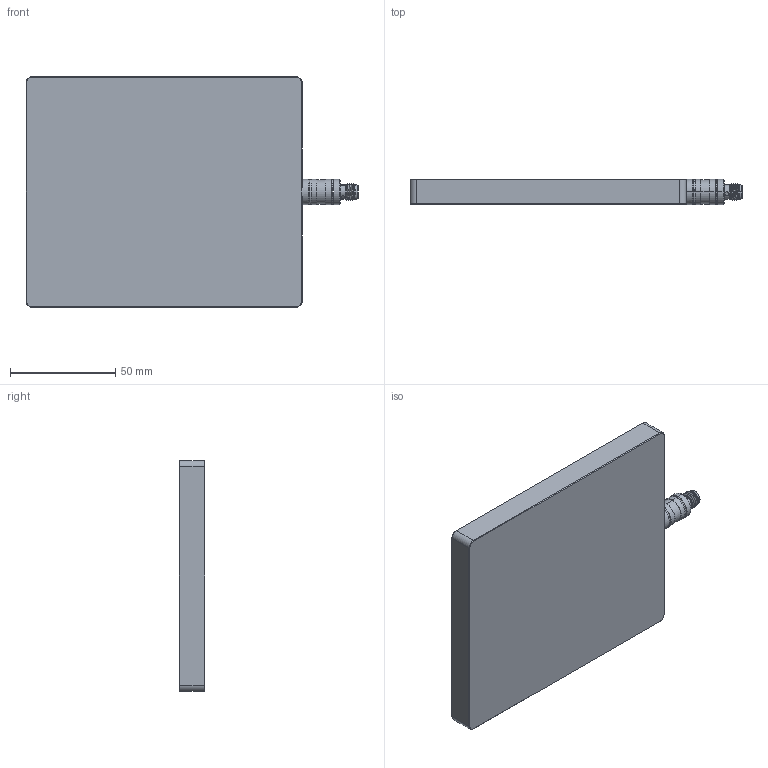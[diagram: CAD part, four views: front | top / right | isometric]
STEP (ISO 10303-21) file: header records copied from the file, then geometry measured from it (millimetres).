
FILE_DESCRIPTION (( 'STEP AP203' ), '1' );
FILE_NAME ('BLS-100-100-D12-OUTLINE.STEP', '2021-09-07T08:05:57', ( '' ), ( '' ), 'SwSTEP 2.0', 'SolidWorks 2020', '' );
FILE_SCHEMA (( 'CONFIG_CONTROL_DESIGN' ));
Length unit declared in the file: millimetre
Products named in the file (1): BLS-100-100-D12-OUTLINE
Bounding box: 157.5 x 12 x 109.5 mm (x, y, z)
Surface area: 36574.7 mm2 (no closed solid volume)
Topology: 0 solids, 11 shells, 121 faces, 313 edges, 199 vertices
Faces by surface type: cylinder 46, plane 42, cone 18, torus 8, bspline 7
Entity records: 4409 total; most frequent: CARTESIAN_POINT 1418, DIRECTION 652, ORIENTED_EDGE 549, EDGE_CURVE 305, AXIS2_PLACEMENT_3D 261, VERTEX_POINT 199, CIRCLE 146, EDGE_LOOP 137
